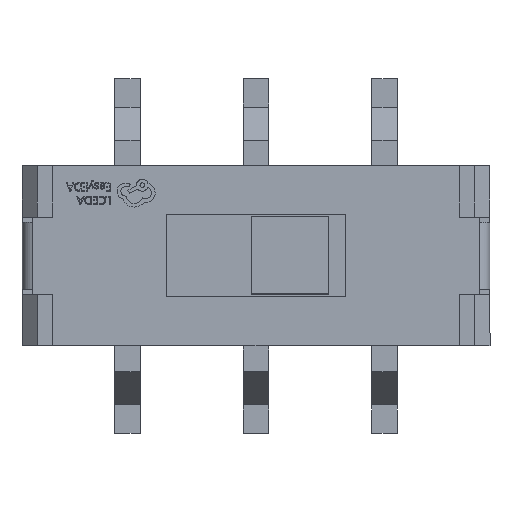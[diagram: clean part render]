
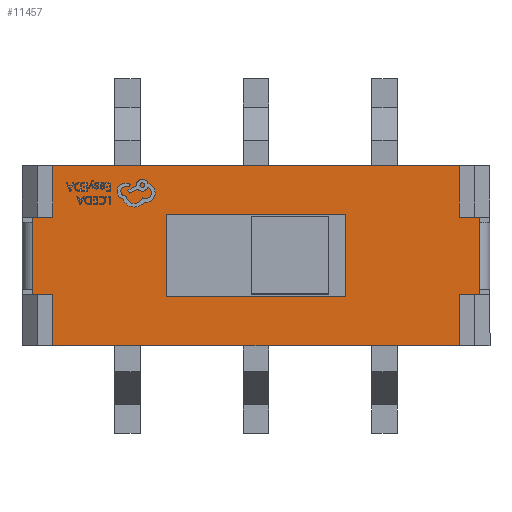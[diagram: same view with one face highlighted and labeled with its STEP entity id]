
A CAD part, top view. The second image highlights one B-rep face of the part: STEP entity #11457.
In plain terms, the highlighted planar face has unit normal (0, 0, 1).
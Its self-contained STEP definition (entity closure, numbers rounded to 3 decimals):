
#81 = VERTEX_POINT ( 'NONE', #24302 ) ;
#237 = VECTOR ( 'NONE', #7856, 1000. ) ;
#288 = VECTOR ( 'NONE', #18137, 1000. ) ;
#423 = EDGE_LOOP ( 'NONE', ( #9834, #9926, #17379, #2758 ) ) ;
#665 = LINE ( 'NONE', #19497, #288 ) ;
#780 = CARTESIAN_POINT ( 'NONE',  ( -3.95, 1.75, 0. ) ) ;
#911 = VERTEX_POINT ( 'NONE', #8189 ) ;
#924 = CARTESIAN_POINT ( 'NONE',  ( 3.95, -1.75, 0. ) ) ;
#1015 = LINE ( 'NONE', #21562, #6396 ) ;
#1054 = VECTOR ( 'NONE', #13805, 1000. ) ;
#1630 = CARTESIAN_POINT ( 'NONE',  ( 1.75, -0.8, 0. ) ) ;
#1737 = VECTOR ( 'NONE', #9498, 1000. ) ;
#1954 = VERTEX_POINT ( 'NONE', #21068 ) ;
#2534 = VERTEX_POINT ( 'NONE', #10584 ) ;
#2758 = ORIENTED_EDGE ( 'NONE', *, *, #24322, .F. ) ;
#2781 = LINE ( 'NONE', #924, #19515 ) ;
#3505 = EDGE_CURVE ( 'NONE', #10311, #1954, #21879, .T. ) ;
#3565 = DIRECTION ( 'NONE',  ( 1., 0., 0. ) ) ;
#3673 = EDGE_CURVE ( 'NONE', #10280, #13287, #1015, .T. ) ;
#4171 = CARTESIAN_POINT ( 'NONE',  ( 4.35, -0.75, 0. ) ) ;
#4193 = CARTESIAN_POINT ( 'NONE',  ( 3.95, 0.75, 0. ) ) ;
#4213 = DIRECTION ( 'NONE',  ( 1., 0., 0. ) ) ;
#4513 = CARTESIAN_POINT ( 'NONE',  ( -3.95, 0.75, 0. ) ) ;
#4597 = DIRECTION ( 'NONE',  ( 1., 0., 0. ) ) ;
#4638 = DIRECTION ( 'NONE',  ( 1., 0., 0. ) ) ;
#4679 = CARTESIAN_POINT ( 'NONE',  ( -3.95, 1.75, 0. ) ) ;
#5168 = LINE ( 'NONE', #10743, #15904 ) ;
#5216 = CARTESIAN_POINT ( 'NONE',  ( -3.95, -1.75, 0. ) ) ;
#5345 = ORIENTED_EDGE ( 'NONE', *, *, #10550, .T. ) ;
#5474 = DIRECTION ( 'NONE',  ( 1., 0., 0. ) ) ;
#5727 = CARTESIAN_POINT ( 'NONE',  ( -3.95, 0.75, 0. ) ) ;
#6255 = CARTESIAN_POINT ( 'NONE',  ( 3.95, -0.75, 0. ) ) ;
#6396 = VECTOR ( 'NONE', #20219, 1000. ) ;
#6974 = VECTOR ( 'NONE', #4213, 1000. ) ;
#7623 = CARTESIAN_POINT ( 'NONE',  ( -1.75, -0.8, 0. ) ) ;
#7856 = DIRECTION ( 'NONE',  ( 0., -1., 0. ) ) ;
#7999 = EDGE_CURVE ( 'NONE', #14818, #911, #13979, .T. ) ;
#8019 = VECTOR ( 'NONE', #14538, 1000. ) ;
#8189 = CARTESIAN_POINT ( 'NONE',  ( 1.75, -0.8, 0. ) ) ;
#8291 = LINE ( 'NONE', #9901, #1054 ) ;
#8631 = LINE ( 'NONE', #23731, #15533 ) ;
#8812 = EDGE_CURVE ( 'NONE', #21475, #22998, #21126, .T. ) ;
#9016 = VECTOR ( 'NONE', #5474, 1000. ) ;
#9482 = FACE_OUTER_BOUND ( 'NONE', #16648, .T. ) ;
#9498 = DIRECTION ( 'NONE',  ( 0., 1., 0. ) ) ;
#9706 = LINE ( 'NONE', #15365, #237 ) ;
#9814 = ORIENTED_EDGE ( 'NONE', *, *, #18642, .T. ) ;
#9834 = ORIENTED_EDGE ( 'NONE', *, *, #23539, .F. ) ;
#9889 = LINE ( 'NONE', #4171, #17171 ) ;
#9901 = CARTESIAN_POINT ( 'NONE',  ( -1.75, -0.8, 0. ) ) ;
#9926 = ORIENTED_EDGE ( 'NONE', *, *, #7999, .F. ) ;
#9948 = CARTESIAN_POINT ( 'NONE',  ( -4.35, -0.75, 0. ) ) ;
#10004 = EDGE_CURVE ( 'NONE', #20182, #14818, #8291, .T. ) ;
#10087 = EDGE_CURVE ( 'NONE', #19602, #10311, #19680, .T. ) ;
#10220 = CARTESIAN_POINT ( 'NONE',  ( -1.75, 0.8, 0. ) ) ;
#10280 = VERTEX_POINT ( 'NONE', #22005 ) ;
#10311 = VERTEX_POINT ( 'NONE', #4513 ) ;
#10359 = DIRECTION ( 'NONE',  ( 0., 1., 0. ) ) ;
#10461 = DIRECTION ( 'NONE',  ( 0., 1., 0. ) ) ;
#10550 = EDGE_CURVE ( 'NONE', #2534, #19602, #665, .T. ) ;
#10584 = CARTESIAN_POINT ( 'NONE',  ( 3.95, 1.75, 0. ) ) ;
#10743 = CARTESIAN_POINT ( 'NONE',  ( -1.75, 0.8, 0. ) ) ;
#10993 = LINE ( 'NONE', #24252, #1737 ) ;
#11457 = ADVANCED_FACE ( 'NONE', ( #22262, #9482 ), #20643, .T. ) ;
#11875 = LINE ( 'NONE', #21187, #6974 ) ;
#11970 = CARTESIAN_POINT ( 'NONE',  ( 3.95, -1.75, 0. ) ) ;
#12048 = ORIENTED_EDGE ( 'NONE', *, *, #22912, .T. ) ;
#12094 = DIRECTION ( 'NONE',  ( 0., -1., 0. ) ) ;
#12497 = ORIENTED_EDGE ( 'NONE', *, *, #14529, .T. ) ;
#12999 = DIRECTION ( 'NONE',  ( 0., 1., 0. ) ) ;
#13034 = VERTEX_POINT ( 'NONE', #6255 ) ;
#13287 = VERTEX_POINT ( 'NONE', #19859 ) ;
#13353 = ORIENTED_EDGE ( 'NONE', *, *, #18911, .T. ) ;
#13805 = DIRECTION ( 'NONE',  ( 0., -1., 0. ) ) ;
#13847 = ORIENTED_EDGE ( 'NONE', *, *, #8812, .T. ) ;
#13979 = LINE ( 'NONE', #16228, #16886 ) ;
#14109 = EDGE_CURVE ( 'NONE', #16171, #13034, #2781, .T. ) ;
#14139 = AXIS2_PLACEMENT_3D ( 'NONE', #18893, #24490, #3565 ) ;
#14529 = EDGE_CURVE ( 'NONE', #21790, #21475, #9889, .T. ) ;
#14538 = DIRECTION ( 'NONE',  ( -1., 0., 0. ) ) ;
#14818 = VERTEX_POINT ( 'NONE', #7623 ) ;
#14962 = ORIENTED_EDGE ( 'NONE', *, *, #10087, .T. ) ;
#15365 = CARTESIAN_POINT ( 'NONE',  ( -4.35, 0.75, 0. ) ) ;
#15533 = VECTOR ( 'NONE', #4638, 1000. ) ;
#15904 = VECTOR ( 'NONE', #16557, 1000. ) ;
#16171 = VERTEX_POINT ( 'NONE', #11970 ) ;
#16228 = CARTESIAN_POINT ( 'NONE',  ( -1.75, -0.8, 0. ) ) ;
#16468 = LINE ( 'NONE', #5216, #9016 ) ;
#16557 = DIRECTION ( 'NONE',  ( -1., 0., 0. ) ) ;
#16648 = EDGE_LOOP ( 'NONE', ( #5345, #14962, #22154, #13353, #9814, #17855, #12048, #19767, #23354, #12497, #13847, #19588 ) ) ;
#16886 = VECTOR ( 'NONE', #4597, 1000. ) ;
#16942 = VECTOR ( 'NONE', #20994, 1000. ) ;
#17171 = VECTOR ( 'NONE', #10359, 1000. ) ;
#17379 = ORIENTED_EDGE ( 'NONE', *, *, #10004, .F. ) ;
#17414 = CARTESIAN_POINT ( 'NONE',  ( 4.35, 0.75, 0. ) ) ;
#17643 = EDGE_CURVE ( 'NONE', #22998, #2534, #10993, .T. ) ;
#17855 = ORIENTED_EDGE ( 'NONE', *, *, #3673, .T. ) ;
#18137 = DIRECTION ( 'NONE',  ( -1., 0., 0. ) ) ;
#18642 = EDGE_CURVE ( 'NONE', #20400, #10280, #8631, .T. ) ;
#18893 = CARTESIAN_POINT ( 'NONE',  ( 0., 0., 0. ) ) ;
#18911 = EDGE_CURVE ( 'NONE', #1954, #20400, #9706, .T. ) ;
#18941 = VECTOR ( 'NONE', #12999, 1000. ) ;
#19497 = CARTESIAN_POINT ( 'NONE',  ( 3.95, 1.75, 0. ) ) ;
#19515 = VECTOR ( 'NONE', #10461, 1000. ) ;
#19588 = ORIENTED_EDGE ( 'NONE', *, *, #17643, .T. ) ;
#19602 = VERTEX_POINT ( 'NONE', #780 ) ;
#19680 = LINE ( 'NONE', #4679, #20044 ) ;
#19767 = ORIENTED_EDGE ( 'NONE', *, *, #14109, .T. ) ;
#19859 = CARTESIAN_POINT ( 'NONE',  ( -3.95, -1.75, 0. ) ) ;
#20044 = VECTOR ( 'NONE', #12094, 1000. ) ;
#20182 = VERTEX_POINT ( 'NONE', #10220 ) ;
#20219 = DIRECTION ( 'NONE',  ( 0., -1., 0. ) ) ;
#20400 = VERTEX_POINT ( 'NONE', #9948 ) ;
#20643 = PLANE ( 'NONE',  #14139 ) ;
#20644 = EDGE_CURVE ( 'NONE', #13034, #21790, #11875, .T. ) ;
#20994 = DIRECTION ( 'NONE',  ( -1., 0., 0. ) ) ;
#21068 = CARTESIAN_POINT ( 'NONE',  ( -4.35, 0.75, 0. ) ) ;
#21126 = LINE ( 'NONE', #17414, #16942 ) ;
#21187 = CARTESIAN_POINT ( 'NONE',  ( 3.95, -0.75, 0. ) ) ;
#21475 = VERTEX_POINT ( 'NONE', #23477 ) ;
#21562 = CARTESIAN_POINT ( 'NONE',  ( -3.95, -0.75, 0. ) ) ;
#21790 = VERTEX_POINT ( 'NONE', #23569 ) ;
#21879 = LINE ( 'NONE', #5727, #8019 ) ;
#22005 = CARTESIAN_POINT ( 'NONE',  ( -3.95, -0.75, 0. ) ) ;
#22154 = ORIENTED_EDGE ( 'NONE', *, *, #3505, .T. ) ;
#22262 = FACE_BOUND ( 'NONE', #423, .T. ) ;
#22455 = LINE ( 'NONE', #1630, #18941 ) ;
#22912 = EDGE_CURVE ( 'NONE', #13287, #16171, #16468, .T. ) ;
#22998 = VERTEX_POINT ( 'NONE', #4193 ) ;
#23354 = ORIENTED_EDGE ( 'NONE', *, *, #20644, .T. ) ;
#23477 = CARTESIAN_POINT ( 'NONE',  ( 4.35, 0.75, 0. ) ) ;
#23539 = EDGE_CURVE ( 'NONE', #911, #81, #22455, .T. ) ;
#23569 = CARTESIAN_POINT ( 'NONE',  ( 4.35, -0.75, 0. ) ) ;
#23731 = CARTESIAN_POINT ( 'NONE',  ( -4.35, -0.75, 0. ) ) ;
#24252 = CARTESIAN_POINT ( 'NONE',  ( 3.95, 0.75, 0. ) ) ;
#24302 = CARTESIAN_POINT ( 'NONE',  ( 1.75, 0.8, 0. ) ) ;
#24322 = EDGE_CURVE ( 'NONE', #81, #20182, #5168, .T. ) ;
#24490 = DIRECTION ( 'NONE',  ( 0., 0., 1. ) ) ;
